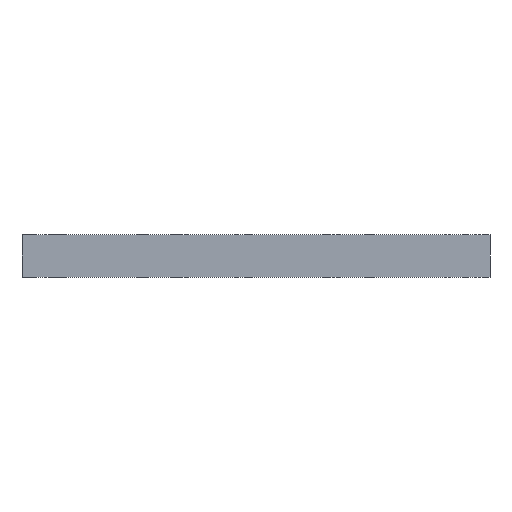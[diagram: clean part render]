
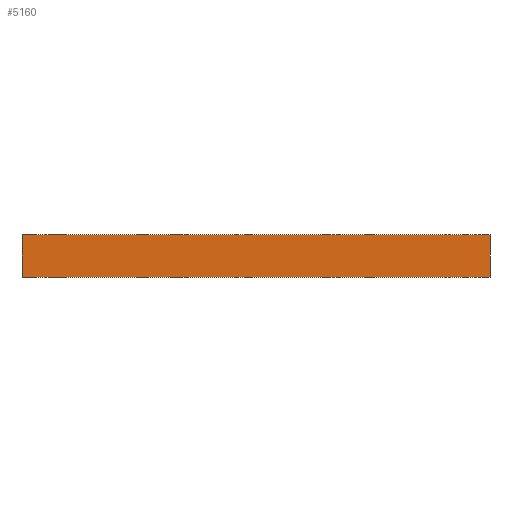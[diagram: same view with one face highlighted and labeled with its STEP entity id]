
A CAD part, front view. The second image highlights one B-rep face of the part: STEP entity #5160.
In plain terms, the highlighted planar face has unit normal (0, -1, 0).
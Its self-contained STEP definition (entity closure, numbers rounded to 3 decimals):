
#33 = VERTEX_POINT('',#34);
#34 = CARTESIAN_POINT('',(157.391,-121.514,0.));
#43 = PLANE('',#44);
#44 = AXIS2_PLACEMENT_3D('',#45,#46,#47);
#45 = CARTESIAN_POINT('',(157.391,-121.514,0.));
#46 = DIRECTION('',(-1.,0.,0.));
#47 = DIRECTION('',(0.,1.,0.));
#55 = PLANE('',#56);
#56 = AXIS2_PLACEMENT_3D('',#57,#58,#59);
#57 = CARTESIAN_POINT('',(148.501,-105.004,0.));
#58 = DIRECTION('',(0.,0.,1.));
#59 = DIRECTION('',(1.,0.,-0.));
#67 = EDGE_CURVE('',#33,#68,#70,.T.);
#68 = VERTEX_POINT('',#69);
#69 = CARTESIAN_POINT('',(157.391,-121.514,1.6));
#70 = SURFACE_CURVE('',#71,(#75,#82),.PCURVE_S1.);
#71 = LINE('',#72,#73);
#72 = CARTESIAN_POINT('',(157.391,-121.514,0.));
#73 = VECTOR('',#74,1.);
#74 = DIRECTION('',(0.,0.,1.));
#75 = PCURVE('',#43,#76);
#76 = DEFINITIONAL_REPRESENTATION('',(#77),#81);
#77 = LINE('',#78,#79);
#78 = CARTESIAN_POINT('',(0.,0.));
#79 = VECTOR('',#80,1.);
#80 = DIRECTION('',(0.,-1.));
#81 = ( GEOMETRIC_REPRESENTATION_CONTEXT(2) 
PARAMETRIC_REPRESENTATION_CONTEXT() REPRESENTATION_CONTEXT('2D SPACE',''
  ) );
#82 = PCURVE('',#83,#88);
#83 = PLANE('',#84);
#84 = AXIS2_PLACEMENT_3D('',#85,#86,#87);
#85 = CARTESIAN_POINT('',(139.611,-121.514,0.));
#86 = DIRECTION('',(0.,1.,0.));
#87 = DIRECTION('',(1.,0.,0.));
#88 = DEFINITIONAL_REPRESENTATION('',(#89),#93);
#89 = LINE('',#90,#91);
#90 = CARTESIAN_POINT('',(17.78,0.));
#91 = VECTOR('',#92,1.);
#92 = DIRECTION('',(0.,-1.));
#93 = ( GEOMETRIC_REPRESENTATION_CONTEXT(2) 
PARAMETRIC_REPRESENTATION_CONTEXT() REPRESENTATION_CONTEXT('2D SPACE',''
  ) );
#111 = PLANE('',#112);
#112 = AXIS2_PLACEMENT_3D('',#113,#114,#115);
#113 = CARTESIAN_POINT('',(148.501,-105.004,1.6));
#114 = DIRECTION('',(0.,0.,1.));
#115 = DIRECTION('',(1.,0.,-0.));
#150 = EDGE_CURVE('',#151,#33,#153,.T.);
#151 = VERTEX_POINT('',#152);
#152 = CARTESIAN_POINT('',(139.611,-121.514,0.));
#153 = SURFACE_CURVE('',#154,(#158,#165),.PCURVE_S1.);
#154 = LINE('',#155,#156);
#155 = CARTESIAN_POINT('',(139.611,-121.514,0.));
#156 = VECTOR('',#157,1.);
#157 = DIRECTION('',(1.,0.,0.));
#158 = PCURVE('',#55,#159);
#159 = DEFINITIONAL_REPRESENTATION('',(#160),#164);
#160 = LINE('',#161,#162);
#161 = CARTESIAN_POINT('',(-8.89,-16.51));
#162 = VECTOR('',#163,1.);
#163 = DIRECTION('',(1.,0.));
#164 = ( GEOMETRIC_REPRESENTATION_CONTEXT(2) 
PARAMETRIC_REPRESENTATION_CONTEXT() REPRESENTATION_CONTEXT('2D SPACE',''
  ) );
#165 = PCURVE('',#83,#166);
#166 = DEFINITIONAL_REPRESENTATION('',(#167),#171);
#167 = LINE('',#168,#169);
#168 = CARTESIAN_POINT('',(0.,0.));
#169 = VECTOR('',#170,1.);
#170 = DIRECTION('',(1.,0.));
#171 = ( GEOMETRIC_REPRESENTATION_CONTEXT(2) 
PARAMETRIC_REPRESENTATION_CONTEXT() REPRESENTATION_CONTEXT('2D SPACE',''
  ) );
#1927 = PLANE('',#1928);
#1928 = AXIS2_PLACEMENT_3D('',#1929,#1930,#1931);
#1929 = CARTESIAN_POINT('',(139.611,-88.494,0.));
#1930 = DIRECTION('',(1.,0.,-0.));
#1931 = DIRECTION('',(0.,-1.,0.));
#2920 = EDGE_CURVE('',#2921,#68,#2923,.T.);
#2921 = VERTEX_POINT('',#2922);
#2922 = CARTESIAN_POINT('',(139.611,-121.514,1.6));
#2923 = SURFACE_CURVE('',#2924,(#2928,#2935),.PCURVE_S1.);
#2924 = LINE('',#2925,#2926);
#2925 = CARTESIAN_POINT('',(139.611,-121.514,1.6));
#2926 = VECTOR('',#2927,1.);
#2927 = DIRECTION('',(1.,0.,0.));
#2928 = PCURVE('',#111,#2929);
#2929 = DEFINITIONAL_REPRESENTATION('',(#2930),#2934);
#2930 = LINE('',#2931,#2932);
#2931 = CARTESIAN_POINT('',(-8.89,-16.51));
#2932 = VECTOR('',#2933,1.);
#2933 = DIRECTION('',(1.,0.));
#2934 = ( GEOMETRIC_REPRESENTATION_CONTEXT(2) 
PARAMETRIC_REPRESENTATION_CONTEXT() REPRESENTATION_CONTEXT('2D SPACE',''
  ) );
#2935 = PCURVE('',#83,#2936);
#2936 = DEFINITIONAL_REPRESENTATION('',(#2937),#2941);
#2937 = LINE('',#2938,#2939);
#2938 = CARTESIAN_POINT('',(0.,-1.6));
#2939 = VECTOR('',#2940,1.);
#2940 = DIRECTION('',(1.,0.));
#2941 = ( GEOMETRIC_REPRESENTATION_CONTEXT(2) 
PARAMETRIC_REPRESENTATION_CONTEXT() REPRESENTATION_CONTEXT('2D SPACE',''
  ) );
#5160 = ADVANCED_FACE('',(#5161),#83,.F.);
#5161 = FACE_BOUND('',#5162,.F.);
#5162 = EDGE_LOOP('',(#5163,#5184,#5185,#5186));
#5163 = ORIENTED_EDGE('',*,*,#5164,.T.);
#5164 = EDGE_CURVE('',#151,#2921,#5165,.T.);
#5165 = SURFACE_CURVE('',#5166,(#5170,#5177),.PCURVE_S1.);
#5166 = LINE('',#5167,#5168);
#5167 = CARTESIAN_POINT('',(139.611,-121.514,0.));
#5168 = VECTOR('',#5169,1.);
#5169 = DIRECTION('',(0.,0.,1.));
#5170 = PCURVE('',#83,#5171);
#5171 = DEFINITIONAL_REPRESENTATION('',(#5172),#5176);
#5172 = LINE('',#5173,#5174);
#5173 = CARTESIAN_POINT('',(0.,0.));
#5174 = VECTOR('',#5175,1.);
#5175 = DIRECTION('',(0.,-1.));
#5176 = ( GEOMETRIC_REPRESENTATION_CONTEXT(2) 
PARAMETRIC_REPRESENTATION_CONTEXT() REPRESENTATION_CONTEXT('2D SPACE',''
  ) );
#5177 = PCURVE('',#1927,#5178);
#5178 = DEFINITIONAL_REPRESENTATION('',(#5179),#5183);
#5179 = LINE('',#5180,#5181);
#5180 = CARTESIAN_POINT('',(33.02,0.));
#5181 = VECTOR('',#5182,1.);
#5182 = DIRECTION('',(0.,-1.));
#5183 = ( GEOMETRIC_REPRESENTATION_CONTEXT(2) 
PARAMETRIC_REPRESENTATION_CONTEXT() REPRESENTATION_CONTEXT('2D SPACE',''
  ) );
#5184 = ORIENTED_EDGE('',*,*,#2920,.T.);
#5185 = ORIENTED_EDGE('',*,*,#67,.F.);
#5186 = ORIENTED_EDGE('',*,*,#150,.F.);
